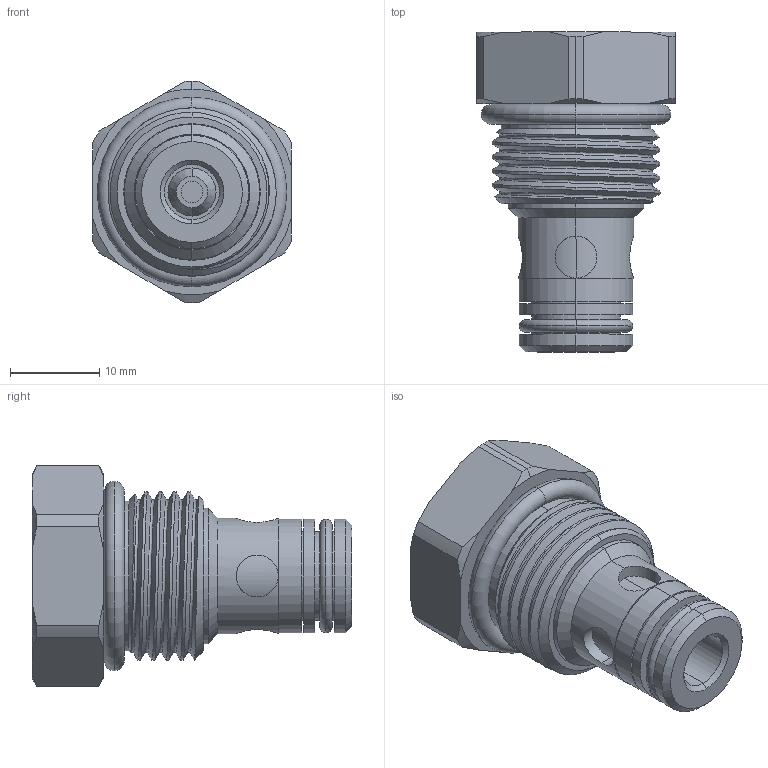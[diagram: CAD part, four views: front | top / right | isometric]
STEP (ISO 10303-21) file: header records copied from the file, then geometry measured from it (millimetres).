
FILE_DESCRIPTION (( 'STEP AP214' ), '1' );
FILE_NAME ('CV08W2A-N.STEP', '2016-05-17T06:18:15', ( '' ), ( '' ), 'SwSTEP 2.0', 'SolidWorks 2012', '' );
FILE_SCHEMA (( 'AUTOMOTIVE_DESIGN' ));
Length unit declared in the file: millimetre
Products named in the file (1): CV08W2A-N
Bounding box: 22.22 x 35.8 x 24.8 mm (x, y, z)
Volume: 8203.7 mm3; surface area: 4056.2 mm2
Topology: 4 solids, 4 shells, 108 faces, 258 edges, 165 vertices
Faces by surface type: cylinder 51, cone 27, plane 19, torus 8, bspline 3
Entity records: 5309 total; most frequent: CARTESIAN_POINT 2817, ORIENTED_EDGE 516, DIRECTION 495, EDGE_CURVE 258, AXIS2_PLACEMENT_3D 207, VERTEX_POINT 165, EDGE_LOOP 121, ADVANCED_FACE 108
